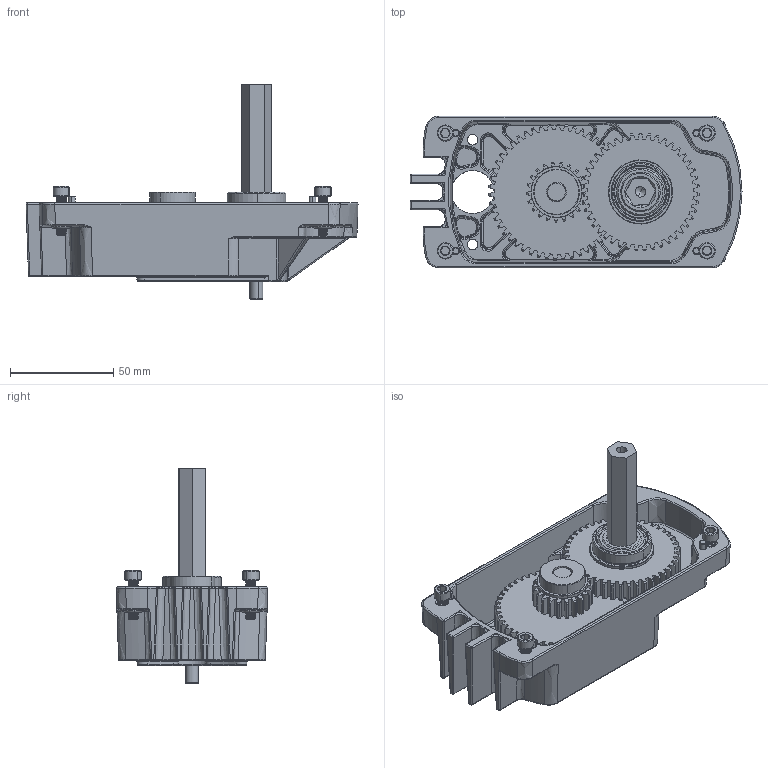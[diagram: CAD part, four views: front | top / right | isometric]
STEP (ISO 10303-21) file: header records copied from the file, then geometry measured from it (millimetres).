
FILE_DESCRIPTION (( 'STEP AP214' ), '1' );
FILE_NAME ('ToughBox Micro S Standard 7-31 to 1.STEP', '2023-01-07T17:22:55', ( '' ), ( '' ), 'SwSTEP 2.0', 'SolidWorks 2022', '' );
FILE_SCHEMA (( 'AUTOMOTIVE_DESIGN' ));
Length unit declared in the file: inch
Products named in the file (17): am-2986 FR8ZZ Hex Bearing; ToughBox Micro S Standard 7-31 to 1; am-4720 50T 20DP 375hex 375 FW No Pockets; am-3646 21T 20DP 375hex 375 FW; am-4729 ToughBox E Short Hex Output Shaft; am-0028 3-8 ID Flanged Bearing; am-4711 43T 20DP 500hex 375 FW; am-4729 am-4729_mag am-4729_pin ToughBox E Short Hex Output_Pin; ToughBox Micro S Configurable Base; am-3157 ToughBox Micro Housing; am-0516 3-8 in ID 7-8 in OD Shielded Ball Bearing R6ZZ_60355K45; am-0206 1-2 in Shaft External Klipring_97431A340; ToughBox Micro S Configurable Shafts_ToughBox Micro S Short Shaft No Plate; 250x1000_dowel; am-1042 10-32 Nylock Nut_90631A411; am-0152 ToughBox Small Cluster Shaft; am-1047 10-32 x 0750 SHCS_90128A945
Assembly tree (23 placements, depth 4):
  ToughBox Micro S Standard 7-31 to 1
    ToughBox Micro S Configurable Shafts_ToughBox Micro S Short Shaft No Plate
      ToughBox Micro S Configurable Base
        am-3157 ToughBox Micro Housing
        am-1042 10-32 Nylock Nut_90631A411  x4
        am-0152 ToughBox Small Cluster Shaft
        am-0516 3-8 in ID 7-8 in OD Shielded Ball Bearing R6ZZ_60355K45  x2
        am-1047 10-32 x 0750 SHCS_90128A945  x4
        am-0028 3-8 ID Flanged Bearing
      am-2986 FR8ZZ Hex Bearing
      am-0206 1-2 in Shaft External Klipring_97431A340
      am-4729 am-4729_mag am-4729_pin ToughBox E Short Hex Output_Pin
        am-4729 ToughBox E Short Hex Output Shaft
        250x1000_dowel
    am-4720 50T 20DP 375hex 375 FW No Pockets
    am-3646 21T 20DP 375hex 375 FW
    am-4711 43T 20DP 500hex 375 FW
Bounding box: 161.1 x 73.61 x 104.13 mm (x, y, z)
Volume: 166747.5 mm3; surface area: 95796.4 mm2
Topology: 52 solids, 52 shells, 3087 faces, 8024 edges, 5018 vertices
Faces by surface type: cylinder 1290, bspline 566, cone 559, plane 434, torus 171, sphere 67
Entity records: 96701 total; most frequent: CARTESIAN_POINT 41973, ORIENTED_EDGE 12268, DIRECTION 10099, EDGE_CURVE 6134, AXIS2_PLACEMENT_3D 4108, VERTEX_POINT 3871, EDGE_LOOP 2483, ADVANCED_FACE 2374
